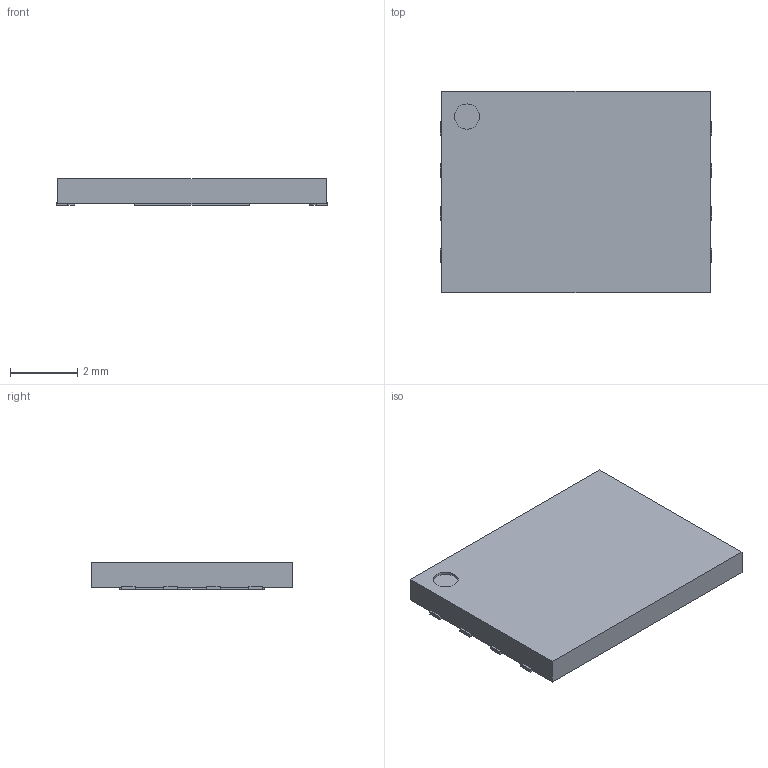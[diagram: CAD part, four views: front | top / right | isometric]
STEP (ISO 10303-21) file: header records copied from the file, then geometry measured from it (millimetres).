
FILE_DESCRIPTION(('FreeCAD Model'),'2;1');
FILE_NAME('Open CASCADE Shape Model','2025-11-11T13:20:17',(''),(''), 'Open CASCADE STEP processor 7.8','FreeCAD','Unknown');
FILE_SCHEMA(('AUTOMOTIVE_DESIGN { 1 0 10303 214 1 1 1 1 }'));
Length unit declared in the file: millimetre
Products named in the file (12): ASSEMBLY; Body; ThermalPin; PinsArrayLR008; PinsArrayLR; PinsArrayLR001; PinsArrayLR002; PinsArrayLR003; PinsArrayLR004; PinsArrayLR005; PinsArrayLR006; PinsArrayLR007
Assembly tree (11 placements, depth 3):
  ASSEMBLY
    Body
    ThermalPin
    PinsArrayLR008
      PinsArrayLR
      PinsArrayLR001
      PinsArrayLR002
      PinsArrayLR003
      PinsArrayLR004
      PinsArrayLR005
      PinsArrayLR006
      PinsArrayLR007
Bounding box: 8.1 x 6 x 0.8 mm (x, y, z)
Volume: 37.6 mm3; surface area: 152.7 mm2
Topology: 10 solids, 10 shells, 62 faces, 123 edges, 82 vertices
Faces by surface type: plane 53, cylinder 9
Full cylindrical faces by diameter (mm): 0.75 x1
Entity records: 1893 total; most frequent: DIRECTION 289, CARTESIAN_POINT 279, ORIENTED_EDGE 246, EDGE_CURVE 123, LINE 105, VECTOR 105, AXIS2_PLACEMENT_3D 92, VERTEX_POINT 82
